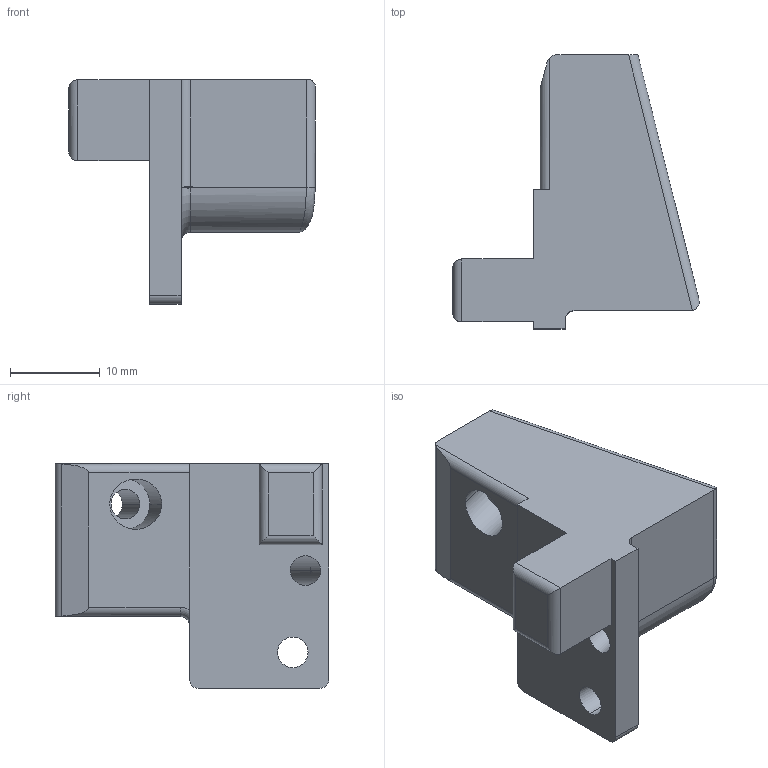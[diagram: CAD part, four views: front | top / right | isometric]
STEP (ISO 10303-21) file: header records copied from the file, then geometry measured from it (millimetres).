
FILE_DESCRIPTION (( 'STEP AP203' ), '1' );
FILE_NAME ('LCD-Mount-Bracket.STEP', '2021-09-12T23:35:15', ( '' ), ( '' ), 'SwSTEP 2.0', 'SolidWorks 2019', '' );
FILE_SCHEMA (( 'CONFIG_CONTROL_DESIGN' ));
Length unit declared in the file: millimetre
Products named in the file (1): LCD-Mount-Bracket
Bounding box: 27.44 x 30.47 x 25 mm (x, y, z)
Volume: 7770.5 mm3; surface area: 3218.1 mm2
Topology: 1 solids, 1 shells, 44 faces, 116 edges, 74 vertices
Faces by surface type: cylinder 24, plane 17, torus 2, bspline 1
Entity records: 1486 total; most frequent: CARTESIAN_POINT 339, ORIENTED_EDGE 232, DIRECTION 214, EDGE_CURVE 116, AXIS2_PLACEMENT_3D 75, VERTEX_POINT 74, LINE 64, VECTOR 64
